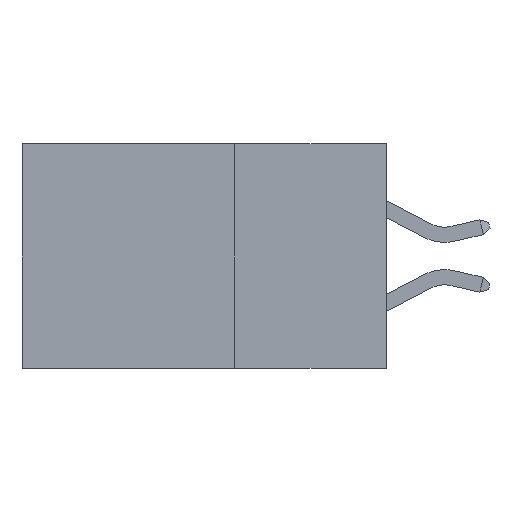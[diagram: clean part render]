
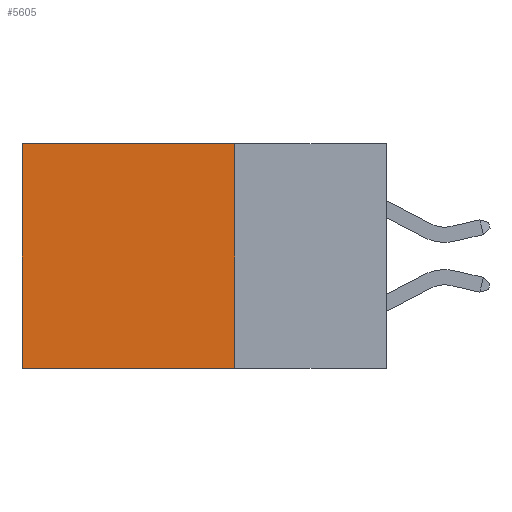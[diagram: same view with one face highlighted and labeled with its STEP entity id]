
A CAD part, left-side view. The second image highlights one B-rep face of the part: STEP entity #5605.
In plain terms, the highlighted planar face has unit normal (-1, 0, 0).
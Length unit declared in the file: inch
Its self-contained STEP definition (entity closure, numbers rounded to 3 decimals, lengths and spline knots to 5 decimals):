
#156 = CARTESIAN_POINT ( 'NONE',  ( 0.2615, 0.6, 0. ) ) ;
#481 = EDGE_LOOP ( 'NONE', ( #6098, #5874, #5257, #5697 ) ) ;
#1517 = VERTEX_POINT ( 'NONE', #7673 ) ;
#1758 = LINE ( 'NONE', #1812, #2782 ) ;
#1812 = CARTESIAN_POINT ( 'NONE',  ( 0.2615, 0.25, -0.37 ) ) ;
#2119 = CARTESIAN_POINT ( 'NONE',  ( 0.2615, 0.6, -0.37 ) ) ;
#2722 = DIRECTION ( 'NONE',  ( 0., 1., 0. ) ) ;
#2782 = VECTOR ( 'NONE', #4511, 39.37008 ) ;
#3109 = EDGE_CURVE ( 'NONE', #3169, #3992, #3157, .T. ) ;
#3157 = LINE ( 'NONE', #6975, #8010 ) ;
#3169 = VERTEX_POINT ( 'NONE', #5351 ) ;
#3461 = LINE ( 'NONE', #2119, #7209 ) ;
#3516 = CARTESIAN_POINT ( 'NONE',  ( 0.2615, 0.25, 0. ) ) ;
#3992 = VERTEX_POINT ( 'NONE', #7818 ) ;
#4232 = DIRECTION ( 'NONE',  ( 0., 0., -1. ) ) ;
#4496 = DIRECTION ( 'NONE',  ( 0., 0., -1. ) ) ;
#4511 = DIRECTION ( 'NONE',  ( 0., 1., 0. ) ) ;
#4687 = VERTEX_POINT ( 'NONE', #156 ) ;
#4822 = LINE ( 'NONE', #3516, #5185 ) ;
#4836 = EDGE_CURVE ( 'NONE', #4687, #1517, #3461, .T. ) ;
#5185 = VECTOR ( 'NONE', #2722, 39.37008 ) ;
#5204 = DIRECTION ( 'NONE',  ( 1., 0., 0. ) ) ;
#5248 = FACE_OUTER_BOUND ( 'NONE', #481, .T. ) ;
#5257 = ORIENTED_EDGE ( 'NONE', *, *, #3109, .F. ) ;
#5351 = CARTESIAN_POINT ( 'NONE',  ( 0.2615, 0.25, 0. ) ) ;
#5451 = AXIS2_PLACEMENT_3D ( 'NONE', #5854, #5204, #4496 ) ;
#5605 = ADVANCED_FACE ( 'NONE', ( #5248 ), #7187, .F. ) ;
#5683 = EDGE_CURVE ( 'NONE', #3992, #1517, #1758, .T. ) ;
#5697 = ORIENTED_EDGE ( 'NONE', *, *, #7042, .T. ) ;
#5854 = CARTESIAN_POINT ( 'NONE',  ( 0.2615, 0.25, -0.37 ) ) ;
#5874 = ORIENTED_EDGE ( 'NONE', *, *, #5683, .F. ) ;
#6098 = ORIENTED_EDGE ( 'NONE', *, *, #4836, .T. ) ;
#6975 = CARTESIAN_POINT ( 'NONE',  ( 0.2615, 0.25, -0.37 ) ) ;
#7042 = EDGE_CURVE ( 'NONE', #3169, #4687, #4822, .T. ) ;
#7187 = PLANE ( 'NONE',  #5451 ) ;
#7209 = VECTOR ( 'NONE', #4232, 39.37008 ) ;
#7589 = DIRECTION ( 'NONE',  ( 0., 0., -1. ) ) ;
#7673 = CARTESIAN_POINT ( 'NONE',  ( 0.2615, 0.6, -0.37 ) ) ;
#7818 = CARTESIAN_POINT ( 'NONE',  ( 0.2615, 0.25, -0.37 ) ) ;
#8010 = VECTOR ( 'NONE', #7589, 39.37008 ) ;
